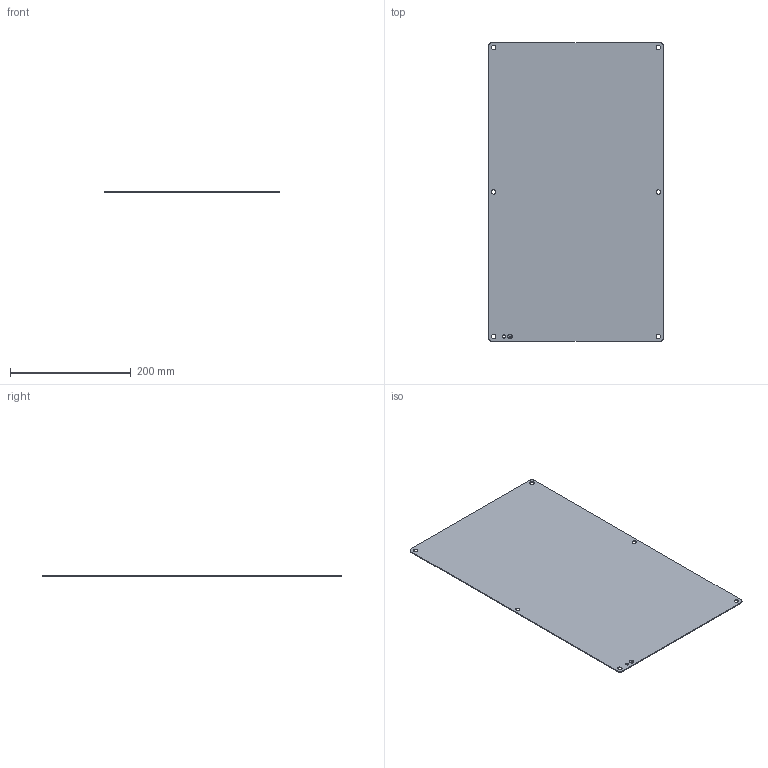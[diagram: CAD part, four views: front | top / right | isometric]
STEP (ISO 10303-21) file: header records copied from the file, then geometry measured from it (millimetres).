
FILE_DESCRIPTION(('CATIA V5 STEP Exchange','CAx-IF Rec.Pracs.--- Model Styling and Organization---1.4--- 2014-01-23'),'2;1');
FILE_NAME ('D1449765_0_1194010000_1194010000.stp','2018-10-30T13:21:13+00:00',('none'),('Weidmueller'),'CATIA Version 5-6 Release 2016 SP3 HF44','CATIA V5 STEP AP214','none');
FILE_SCHEMA(('AUTOMOTIVE_DESIGN { 1 0 10303 214 1 1 1 1 }'));
Length unit declared in the file: millimetre
Products named in the file (1): 1193880000_KTB_MOPL_5535_MSZN
Bounding box: 289 x 495 x 1.5 mm (x, y, z)
Volume: 214148 mm3; surface area: 288108.9 mm2
Topology: 1 solids, 1 shells, 95 faces, 264 edges, 176 vertices
Faces by surface type: cylinder 68, plane 27
Entity records: 3597 total; most frequent: CARTESIAN_POINT 1157, ORIENTED_EDGE 528, DIRECTION 377, EDGE_CURVE 264, VERTEX_POINT 176, AXIS2_PLACEMENT_3D 160, VECTOR 128, LINE 128
